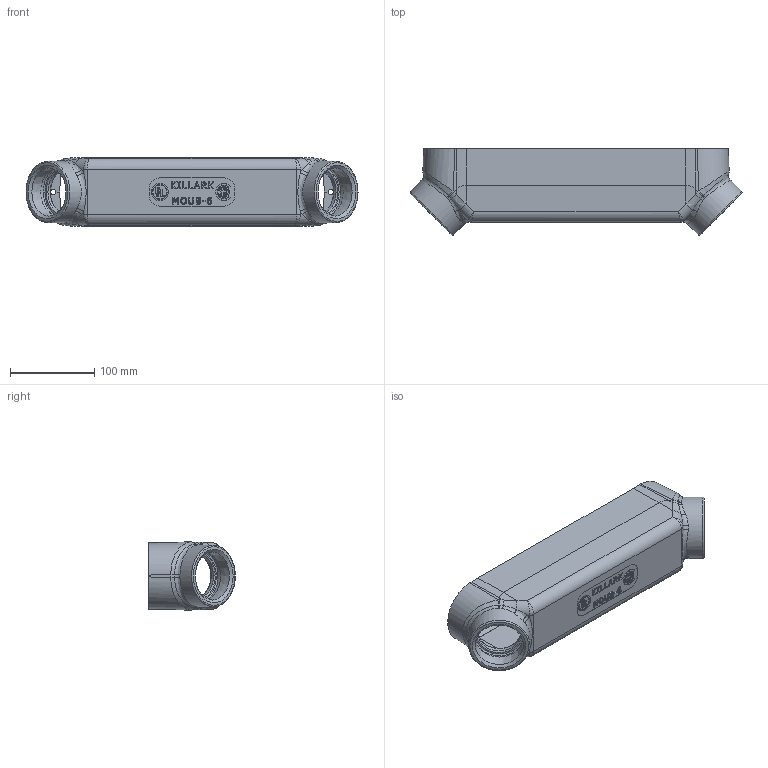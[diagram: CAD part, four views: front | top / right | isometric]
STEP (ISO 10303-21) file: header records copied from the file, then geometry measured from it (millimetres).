
FILE_DESCRIPTION(/* description */ (''),/* implementation_level */ '2;1');
FILE_NAME(/* name */ '21341-2.stp',/* time_stamp */ '2020-07-12T13:47:09+05:00',/* author */ ('lsugumaran'),/* organization */ (''),/* preprocessor_version */ 'ST-DEVELOPER v18',/* originating_system */ 'Autodesk Inventor 2020',/* authorisation */ '');
FILE_SCHEMA (('AUTOMOTIVE_DESIGN { 1 0 10303 214 3 1 1 }'));
Length unit declared in the file: inch
Products named in the file (1): 21341-2
Bounding box: 394.81 x 103.02 x 80.96 mm (x, y, z)
Volume: 583800.9 mm3; surface area: 189284 mm2
Topology: 1 solids, 1 shells, 734 faces, 1882 edges, 1182 vertices
Faces by surface type: plane 291, bspline 275, cylinder 100, cone 46, sphere 12, torus 10
Full cylindrical faces by diameter (mm): 6.401 x2, 50.902 x2, 60.477 x2, 73.025 x2
Entity records: 31020 total; most frequent: CARTESIAN_POINT 14777, ORIENTED_EDGE 3748, DIRECTION 2712, EDGE_CURVE 1874, VERTEX_POINT 1182, AXIS2_PLACEMENT_3D 911, LINE 890, VECTOR 890
